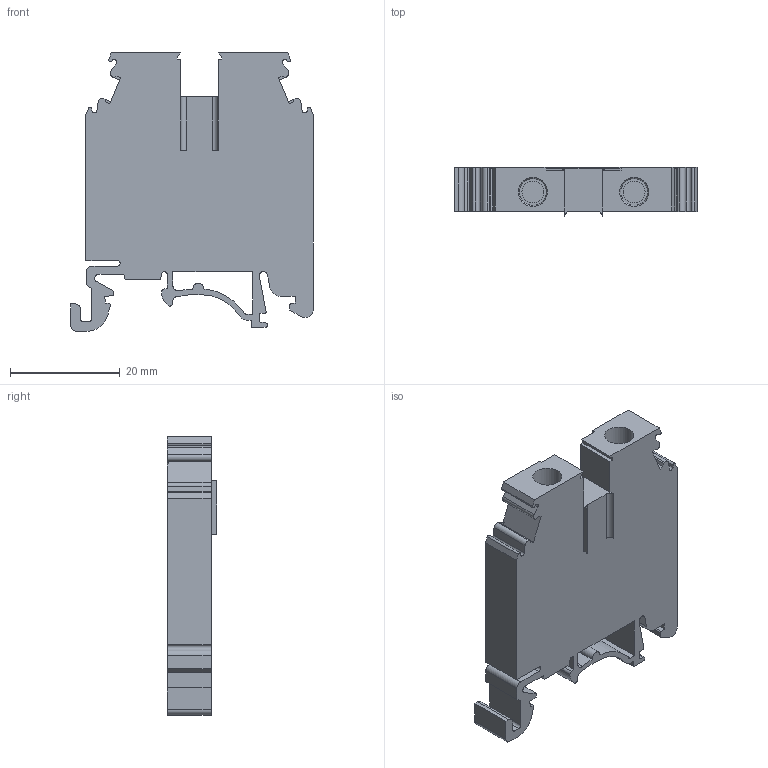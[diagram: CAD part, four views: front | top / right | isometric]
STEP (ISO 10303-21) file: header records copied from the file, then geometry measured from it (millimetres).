
FILE_DESCRIPTION(/* description */ ('Unknown'),/* implementation_level */ '2;1');
FILE_NAME(/* name */ '6KUT6NH',/* time_stamp */ '2016-10-06T15:35:55+05:00',/* author */ ('Unknown'),/* organization */ ('Unknown'),/* preprocessor_version */ 'ST-DEVELOPER v16',/* originating_system */ 'DEX',/* authorisation */ $);
FILE_SCHEMA (('AUTOMOTIVE_DESIGN {1 0 10303 214 3 1 1}'));
Length unit declared in the file: millimetre
Products named in the file (1): 6KUT6NH
Bounding box: 44.25 x 9 x 50.85 mm (x, y, z)
Volume: 12539.8 mm3; surface area: 6476 mm2
Topology: 1 solids, 1 shells, 217 faces, 619 edges, 410 vertices
Faces by surface type: plane 135, cylinder 80, torus 2
Full cylindrical faces by diameter (mm): 4 x2, 5.3 x4
Entity records: 7394 total; most frequent: CARTESIAN_POINT 1604, ORIENTED_EDGE 1222, DIRECTION 1185, EDGE_CURVE 611, LINE 449, VECTOR 449, VERTEX_POINT 410, AXIS2_PLACEMENT_3D 368
